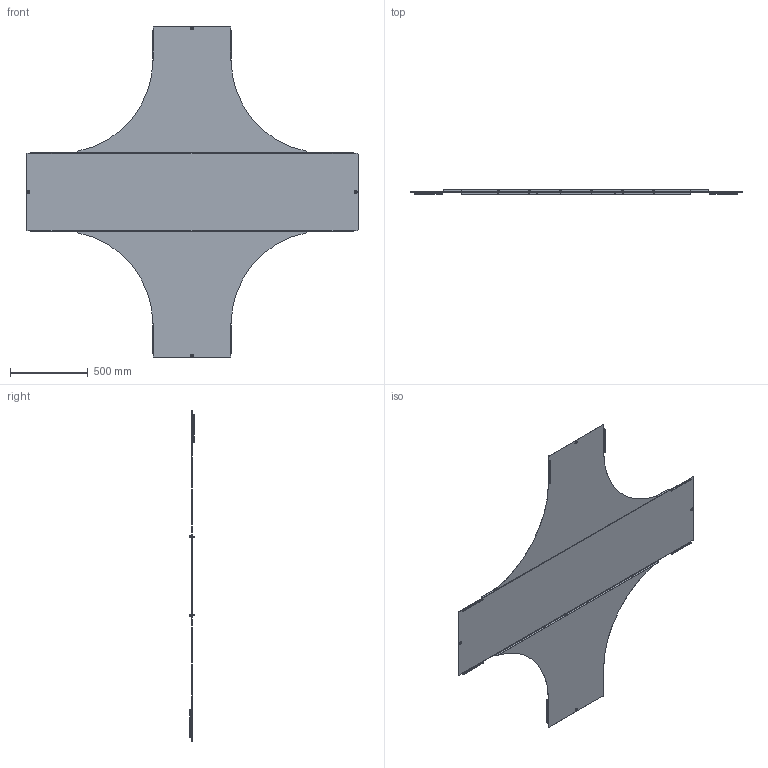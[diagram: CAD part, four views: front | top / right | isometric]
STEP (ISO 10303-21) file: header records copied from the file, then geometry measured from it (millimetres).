
FILE_DESCRIPTION (( 'STEP AP203' ), '1' );
FILE_NAME ('嗜吕 195.12.00 _BO 署赅 牮羼蝾忤睇 LESTA R600_03.step', '2022-01-27T11:09:05', ( '' ), ( '' ), 'SwSTEP 2.0', 'SolidWorks 2017', '' );
FILE_SCHEMA (( 'CONFIG_CONTROL_DESIGN' ));
Length unit declared in the file: millimetre
Products named in the file (5): hex flange bolt_din_DIN 6921 - M5 x 12 x 12-N; ÊÈÂÀ 195.00.26.02 Êðûøêà ðàçâåòâèòåëÿ ò-îáð. LESTA R600-01_-08; hex flange nut_din_Hexagon Flange Nut DIN 6923 - M5 - N; ÊÈÂÀ 195.00.26.01 Êðûøêà ðàçâåòâèòåëÿ ò-îáð. LESTA R600-01_-03.1; 嗜吕 195.12.00 _BO  署赅 牮羼蝾忤睇 LESTA R600_03
Assembly tree (27 placements, depth 2):
  嗜吕 195.12.00 _BO  署赅 牮羼蝾忤睇 LESTA R600_03
    ÊÈÂÀ 195.00.26.01 Êðûøêà ðàçâåòâèòåëÿ ò-îáð. LESTA R600-01_-03.1
    ÊÈÂÀ 195.00.26.02 Êðûøêà ðàçâåòâèòåëÿ ò-îáð. LESTA R600-01_-08  x2
    hex flange bolt_din_DIN 6921 - M5 x 12 x 12-N  x12
    hex flange nut_din_Hexagon Flange Nut DIN 6923 - M5 - N  x12
Bounding box: 2134 x 29.41 x 2134 mm (x, y, z)
Volume: 2772110.3 mm3; surface area: 4631291.1 mm2
Topology: 27 solids, 27 shells, 1274 faces, 2868 edges, 1656 vertices
Faces by surface type: plane 450, cylinder 284, cone 280, bspline 180, torus 80
Entity records: 15817 total; most frequent: CARTESIAN_POINT 4036, DIRECTION 2256, ORIENTED_EDGE 2192, EDGE_CURVE 1096, AXIS2_PLACEMENT_3D 870, VERTEX_POINT 636, EDGE_LOOP 520, VECTOR 516
